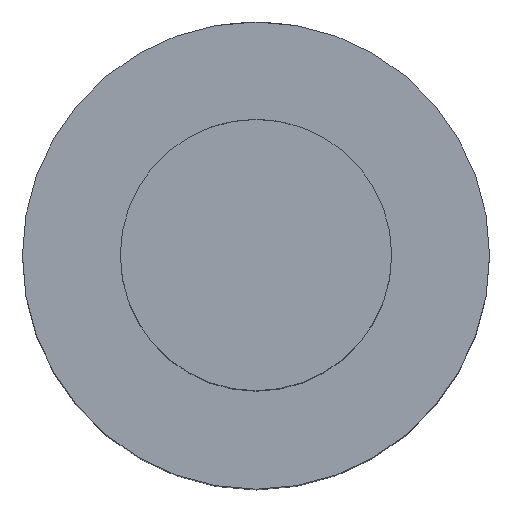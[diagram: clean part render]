
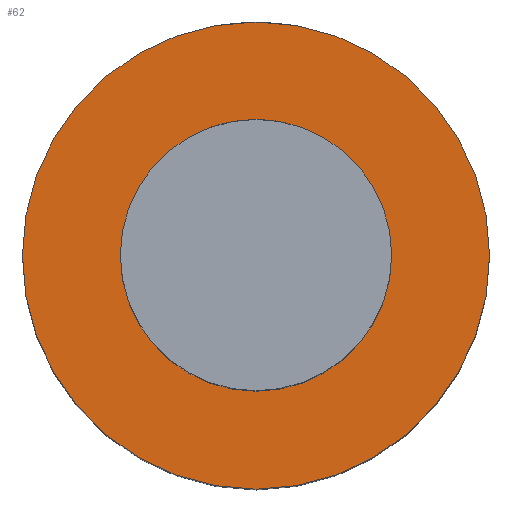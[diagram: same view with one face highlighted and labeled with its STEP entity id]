
A CAD part, top view. The second image highlights one B-rep face of the part: STEP entity #62.
In plain terms, the highlighted planar face has unit normal (0, 0, 1).
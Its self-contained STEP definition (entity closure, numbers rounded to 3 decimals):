
#62=ADVANCED_FACE('240[2]',(#144,#145),#146,.T.);
#98=EDGE_CURVE('240[2]',#201,#201,#202,.T.);
#102=EDGE_CURVE('240[2]',#207,#207,#208,.T.);
#144=FACE_BOUND('',#377,.T.);
#145=FACE_OUTER_BOUND('',#378,.T.);
#146=PLANE('',#379);
#201=VERTEX_POINT('',#515);
#202=CIRCLE('',#516,9.0);
#207=VERTEX_POINT('',#523);
#208=CIRCLE('',#524,15.5);
#377=EDGE_LOOP('',(#549));
#378=EDGE_LOOP('',(#550));
#379=AXIS2_PLACEMENT_3D('',#551,#552,#553);
#515=CARTESIAN_POINT('',(9.0,0.0,0.0));
#516=AXIS2_PLACEMENT_3D('',#612,#613,#614);
#523=CARTESIAN_POINT('',(0.,15.5,0.));
#524=AXIS2_PLACEMENT_3D('',#618,#619,#620);
#549=ORIENTED_EDGE('',*,*,#98,.T.);
#550=ORIENTED_EDGE('',*,*,#102,.F.);
#551=CARTESIAN_POINT('',(0.,7.75,0.));
#552=DIRECTION('',(0.,0.,1.0));
#553=DIRECTION('',(1.0,0.,0.0));
#612=CARTESIAN_POINT('',(0.0,0.0,0.));
#613=DIRECTION('',(0.,0.,-1.0));
#614=DIRECTION('',(1.0,0.,0.));
#618=CARTESIAN_POINT('',(0.0,0.0,0.0));
#619=DIRECTION('',(0.,0.,-1.0));
#620=DIRECTION('',(0.,1.0,0.));
